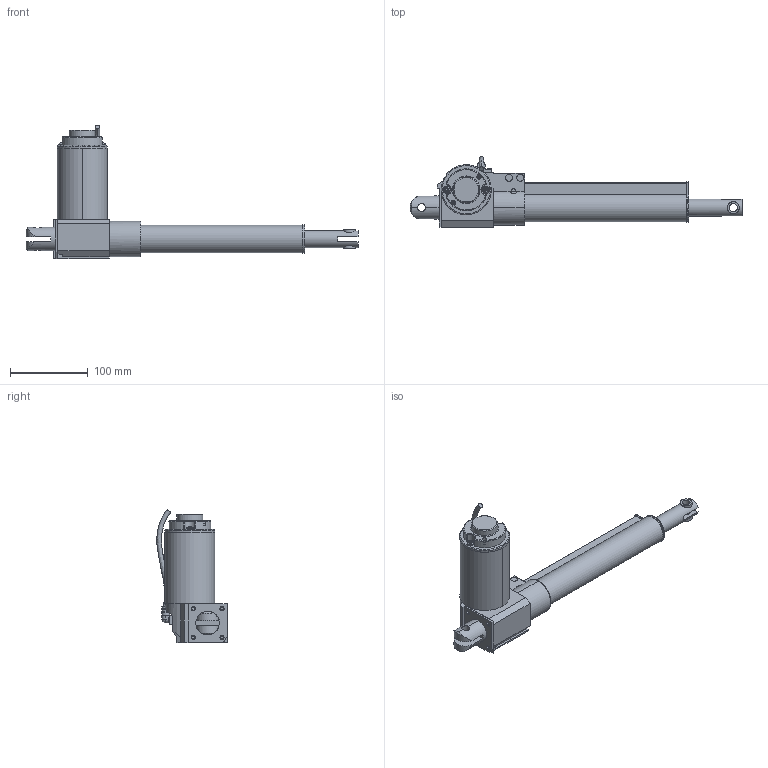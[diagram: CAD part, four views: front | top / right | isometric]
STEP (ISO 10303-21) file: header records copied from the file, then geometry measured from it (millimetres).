
FILE_DESCRIPTION (( 'STEP AP214' ), '1' );
FILE_NAME ('NURIROBOT_CAE1000_3D.STEP', '2024-02-06T05:05:51', ( '821079794744' ), ( '' ), 'SwSTEP 2.0', 'SolidWorks 2018', '' );
FILE_SCHEMA (( 'AUTOMOTIVE_DESIGN' ));
Length unit declared in the file: millimetre
Products named in the file (1): NURIROBOT_CAE1000_3D
Bounding box: 426.44 x 90.13 x 170.9 mm (x, y, z)
Surface area: 162358 mm2 (no closed solid volume)
Topology: 0 solids, 19 shells, 415 faces, 1022 edges, 665 vertices
Faces by surface type: plane 197, cylinder 157, cone 27, bspline 14, torus 12, sphere 8
Full cylindrical faces by diameter (mm): 2.5 x2, 3 x4, 3.1 x2, 3.5 x1, 4.51 x2, 5 x2, 5.5 x2, 5.8 x2, 6.9 x2, 10.1 x2, 10.2 x2, 15.4 x2, 22 x1, 24 x1, 29.378 x1, 33.5 x1
Entity records: 22101 total; most frequent: CARTESIAN_POINT 8868, ORIENTED_EDGE 1872, DIRECTION 1438, EDGE_CURVE 939, VERTEX_POINT 637, AXIS2_PLACEMENT_3D 622, EDGE_LOOP 528, B_SPLINE_CURVE_WITH_KNOTS 516
